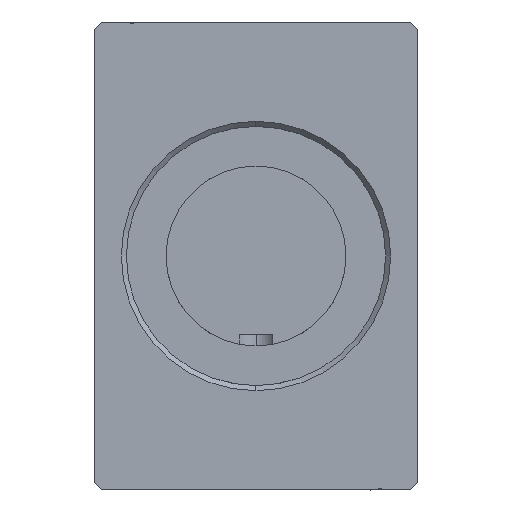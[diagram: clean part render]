
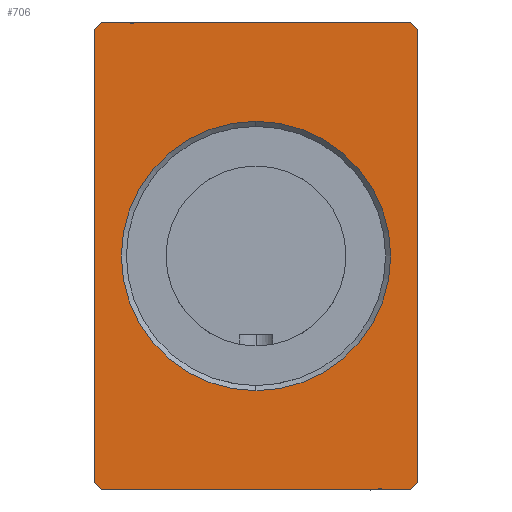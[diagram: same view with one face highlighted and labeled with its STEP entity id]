
A CAD part, left-side view. The second image highlights one B-rep face of the part: STEP entity #706.
In plain terms, the highlighted planar face has unit normal (-1, 0, 0).
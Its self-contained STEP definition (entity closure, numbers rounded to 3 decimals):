
#50 = ORIENTED_EDGE ( 'NONE', *, *, #19049, .T. ) ;
#545 = CARTESIAN_POINT ( 'NONE',  ( 0., 21.5, 32.5 ) ) ;
#706 = ADVANCED_FACE ( 'NONE', ( #36551, #30338 ), #5081, .F. ) ;
#826 = VERTEX_POINT ( 'NONE', #32945 ) ;
#982 = EDGE_CURVE ( 'NONE', #1357, #13439, #6234, .T. ) ;
#1357 = VERTEX_POINT ( 'NONE', #29543 ) ;
#1580 = DIRECTION ( 'NONE',  ( 0., 0., -1. ) ) ;
#1969 = DIRECTION ( 'NONE',  ( 1., 0., 0. ) ) ;
#2085 = EDGE_CURVE ( 'NONE', #3211, #38597, #40710, .T. ) ;
#2575 = VERTEX_POINT ( 'NONE', #35659 ) ;
#2910 = DIRECTION ( 'NONE',  ( 0., -0.707, -0.707 ) ) ;
#3211 = VERTEX_POINT ( 'NONE', #14258 ) ;
#3902 = VECTOR ( 'NONE', #18976, 1000. ) ;
#4539 = LINE ( 'NONE', #20695, #31964 ) ;
#4754 = CARTESIAN_POINT ( 'NONE',  ( 0., 21.5, 32.5 ) ) ;
#5081 = PLANE ( 'NONE',  #38017 ) ;
#5614 = CARTESIAN_POINT ( 'NONE',  ( 0., -21.5, -32.5 ) ) ;
#5616 = VECTOR ( 'NONE', #2910, 1000. ) ;
#5644 = AXIS2_PLACEMENT_3D ( 'NONE', #35554, #17322, #1580 ) ;
#5696 = CARTESIAN_POINT ( 'NONE',  ( 0., 22.5, -31.5 ) ) ;
#5926 = LINE ( 'NONE', #27878, #15211 ) ;
#6234 = LINE ( 'NONE', #21976, #5616 ) ;
#6406 = ORIENTED_EDGE ( 'NONE', *, *, #22419, .F. ) ;
#7106 = DIRECTION ( 'NONE',  ( 0., 0., -1. ) ) ;
#7922 = EDGE_LOOP ( 'NONE', ( #50, #37005 ) ) ;
#8036 = EDGE_CURVE ( 'NONE', #34752, #1357, #33116, .T. ) ;
#8296 = ORIENTED_EDGE ( 'NONE', *, *, #9276, .F. ) ;
#9276 = EDGE_CURVE ( 'NONE', #13439, #2575, #29061, .T. ) ;
#9418 = VECTOR ( 'NONE', #11483, 1000. ) ;
#10180 = DIRECTION ( 'NONE',  ( 0., 0.707, -0.707 ) ) ;
#11483 = DIRECTION ( 'NONE',  ( 0., 0., 1. ) ) ;
#13057 = VECTOR ( 'NONE', #7106, 1000. ) ;
#13439 = VERTEX_POINT ( 'NONE', #28504 ) ;
#14258 = CARTESIAN_POINT ( 'NONE',  ( 0., 0., -18.7 ) ) ;
#14259 = DIRECTION ( 'NONE',  ( 0., 1., 0. ) ) ;
#14609 = DIRECTION ( 'NONE',  ( 0., 0., -1. ) ) ;
#14673 = EDGE_LOOP ( 'NONE', ( #6406, #15263, #22218, #25078, #34528, #8296, #24477, #34484 ) ) ;
#15211 = VECTOR ( 'NONE', #40510, 1000. ) ;
#15263 = ORIENTED_EDGE ( 'NONE', *, *, #25962, .F. ) ;
#17100 = CIRCLE ( 'NONE', #27692, 18.7 ) ;
#17322 = DIRECTION ( 'NONE',  ( 1., 0., 0. ) ) ;
#18307 = DIRECTION ( 'NONE',  ( 1., 0., 0. ) ) ;
#18765 = EDGE_CURVE ( 'NONE', #39212, #826, #21877, .T. ) ;
#18976 = DIRECTION ( 'NONE',  ( 0., 0.707, 0.707 ) ) ;
#19049 = EDGE_CURVE ( 'NONE', #38597, #3211, #17100, .T. ) ;
#19720 = LINE ( 'NONE', #26129, #39107 ) ;
#20695 = CARTESIAN_POINT ( 'NONE',  ( 0., -21.5, -32.5 ) ) ;
#21448 = LINE ( 'NONE', #5696, #9418 ) ;
#21623 = DIRECTION ( 'NONE',  ( 0., 0., -1. ) ) ;
#21877 = LINE ( 'NONE', #31792, #3902 ) ;
#21976 = CARTESIAN_POINT ( 'NONE',  ( 0., -21.5, 32.5 ) ) ;
#22218 = ORIENTED_EDGE ( 'NONE', *, *, #18765, .F. ) ;
#22419 = EDGE_CURVE ( 'NONE', #25046, #34752, #5926, .T. ) ;
#24477 = ORIENTED_EDGE ( 'NONE', *, *, #982, .F. ) ;
#25046 = VERTEX_POINT ( 'NONE', #36951 ) ;
#25078 = ORIENTED_EDGE ( 'NONE', *, *, #36821, .F. ) ;
#25962 = EDGE_CURVE ( 'NONE', #826, #25046, #21448, .T. ) ;
#26129 = CARTESIAN_POINT ( 'NONE',  ( 0., -22.5, -31.5 ) ) ;
#27692 = AXIS2_PLACEMENT_3D ( 'NONE', #40250, #18307, #21623 ) ;
#27878 = CARTESIAN_POINT ( 'NONE',  ( 0., 22.5, 31.5 ) ) ;
#28504 = CARTESIAN_POINT ( 'NONE',  ( 0., -22.5, 31.5 ) ) ;
#29061 = LINE ( 'NONE', #35258, #13057 ) ;
#29399 = EDGE_CURVE ( 'NONE', #2575, #31020, #19720, .T. ) ;
#29543 = CARTESIAN_POINT ( 'NONE',  ( 0., -21.5, 32.5 ) ) ;
#30011 = DIRECTION ( 'NONE',  ( 0., -1., 0. ) ) ;
#30338 = FACE_OUTER_BOUND ( 'NONE', #14673, .T. ) ;
#31020 = VERTEX_POINT ( 'NONE', #5614 ) ;
#31792 = CARTESIAN_POINT ( 'NONE',  ( 0., 21.5, -32.5 ) ) ;
#31964 = VECTOR ( 'NONE', #14259, 1000. ) ;
#32945 = CARTESIAN_POINT ( 'NONE',  ( 0., 22.5, -31.5 ) ) ;
#33116 = LINE ( 'NONE', #4754, #38159 ) ;
#33266 = CARTESIAN_POINT ( 'NONE',  ( 0., 0., 18.7 ) ) ;
#33859 = CARTESIAN_POINT ( 'NONE',  ( 0., 0., 0. ) ) ;
#34484 = ORIENTED_EDGE ( 'NONE', *, *, #8036, .F. ) ;
#34528 = ORIENTED_EDGE ( 'NONE', *, *, #29399, .F. ) ;
#34752 = VERTEX_POINT ( 'NONE', #545 ) ;
#35258 = CARTESIAN_POINT ( 'NONE',  ( 0., -22.5, 31.5 ) ) ;
#35554 = CARTESIAN_POINT ( 'NONE',  ( 0., 0., 0. ) ) ;
#35659 = CARTESIAN_POINT ( 'NONE',  ( 0., -22.5, -31.5 ) ) ;
#36551 = FACE_BOUND ( 'NONE', #7922, .T. ) ;
#36821 = EDGE_CURVE ( 'NONE', #31020, #39212, #4539, .T. ) ;
#36951 = CARTESIAN_POINT ( 'NONE',  ( 0., 22.5, 31.5 ) ) ;
#37005 = ORIENTED_EDGE ( 'NONE', *, *, #2085, .T. ) ;
#38017 = AXIS2_PLACEMENT_3D ( 'NONE', #33859, #1969, #14609 ) ;
#38159 = VECTOR ( 'NONE', #30011, 1000. ) ;
#38597 = VERTEX_POINT ( 'NONE', #33266 ) ;
#39107 = VECTOR ( 'NONE', #10180, 1000. ) ;
#39212 = VERTEX_POINT ( 'NONE', #39380 ) ;
#39380 = CARTESIAN_POINT ( 'NONE',  ( 0., 21.5, -32.5 ) ) ;
#40250 = CARTESIAN_POINT ( 'NONE',  ( 0., 0., 0. ) ) ;
#40510 = DIRECTION ( 'NONE',  ( 0., -0.707, 0.707 ) ) ;
#40710 = CIRCLE ( 'NONE', #5644, 18.7 ) ;
